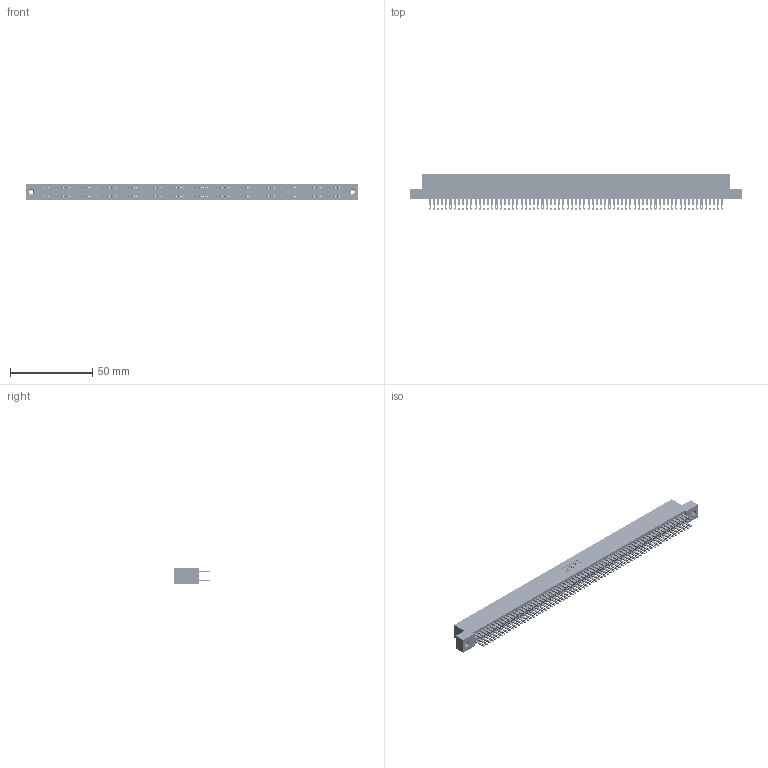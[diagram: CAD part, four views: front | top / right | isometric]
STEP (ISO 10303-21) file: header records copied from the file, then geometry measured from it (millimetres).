
FILE_DESCRIPTION (( 'STEP AP203' ), '1' );
FILE_NAME ('895-142-500-207.STEP', '2020-10-13T19:50:44', ( '' ), ( '' ), 'SwSTEP 2.0', 'SolidWorks 2020', '' );
FILE_SCHEMA (( 'CONFIG_CONTROL_DESIGN' ));
Length unit declared in the file: inch
Products named in the file (4): 895-142-500-207; 845 Part_Flush Mounting Lugs - 0.156 Dia-TI; 345-250-001_345-250-005-103; 345-292-001_345-293-100
Assembly tree (145 placements, depth 2):
  895-142-500-207
    845 Part_Flush Mounting Lugs - 0.156 Dia-TI
    345-292-001_345-293-100  x142
    345-250-001_345-250-005-103  x2
Bounding box: 201.55 x 21.51 x 9.4 mm (x, y, z)
Volume: 20268.3 mm3; surface area: 31997.8 mm2
Topology: 145 solids, 145 shells, 6718 faces, 20499 edges, 13658 vertices
Faces by surface type: plane 3946, cylinder 2756, cone 12, torus 4
Entity records: 52920 total; most frequent: CARTESIAN_POINT 8823, ORIENTED_EDGE 8750, DIRECTION 7773, EDGE_CURVE 4375, LINE 3935, VECTOR 3935, VERTEX_POINT 2912, AXIS2_PLACEMENT_3D 1919
